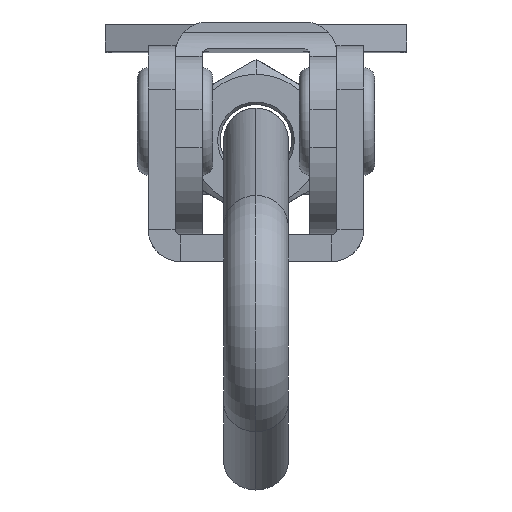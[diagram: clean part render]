
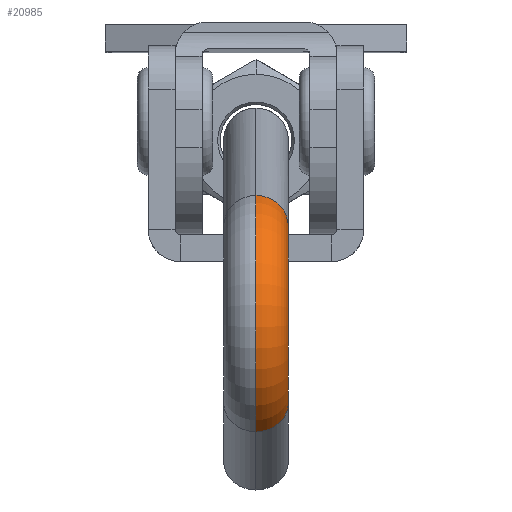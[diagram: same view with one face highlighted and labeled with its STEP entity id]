
A CAD part, left-side view. The second image highlights one B-rep face of the part: STEP entity #20985.
In plain terms, the highlighted toroidal (fillet/blend) face has major radius 8.8 mm and minor radius 3 mm.
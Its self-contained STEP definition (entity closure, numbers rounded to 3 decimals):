
#45 = VERTEX_POINT ( 'NONE', #15918 ) ;
#71 = VERTEX_POINT ( 'NONE', #15762 ) ;
#107 = VERTEX_POINT ( 'NONE', #15834 ) ;
#117 = VERTEX_POINT ( 'NONE', #15889 ) ;
#5030 = AXIS2_PLACEMENT_3D ( 'NONE', #8236, #8234, #8233 ) ;
#5032 = AXIS2_PLACEMENT_3D ( 'NONE', #8226, #8225, #8224 ) ;
#5034 = AXIS2_PLACEMENT_3D ( 'NONE', #8213, #8212, #8211 ) ;
#5036 = AXIS2_PLACEMENT_3D ( 'NONE', #8205, #8203, #8202 ) ;
#5127 = AXIS2_PLACEMENT_3D ( 'NONE', #10257, #10263, #9682 ) ;
#6326 = ORIENTED_EDGE ( 'NONE', *, *, #20844, .T. ) ;
#6327 = ORIENTED_EDGE ( 'NONE', *, *, #20848, .F. ) ;
#6454 = ORIENTED_EDGE ( 'NONE', *, *, #20850, .F. ) ;
#6459 = ORIENTED_EDGE ( 'NONE', *, *, #20846, .T. ) ;
#7607 = CIRCLE ( 'NONE', #5030, 11.8 ) ;
#7611 = CIRCLE ( 'NONE', #5032, 3. ) ;
#7613 = CIRCLE ( 'NONE', #5034, 3. ) ;
#7615 = CIRCLE ( 'NONE', #5036, 5.8 ) ;
#7778 = TOROIDAL_SURFACE ( 'NONE', #5127, 8.8, 3. ) ;
#7783 = FACE_OUTER_BOUND ( 'NONE', #15379, .T. ) ;
#8202 = DIRECTION ( 'NONE',  ( 1., 0., 0. ) ) ;
#8203 = DIRECTION ( 'NONE',  ( 0., 0., 1. ) ) ;
#8205 = CARTESIAN_POINT ( 'NONE',  ( -137.078, -16.5, 0. ) ) ;
#8211 = DIRECTION ( 'NONE',  ( 0.454, 0.891, 0. ) ) ;
#8212 = DIRECTION ( 'NONE',  ( 0.891, -0.454, 0. ) ) ;
#8213 = CARTESIAN_POINT ( 'NONE',  ( -141.073, -24.341, 0. ) ) ;
#8224 = DIRECTION ( 'NONE',  ( 0.259, -0.966, 0. ) ) ;
#8225 = DIRECTION ( 'NONE',  ( -0.966, -0.259, 0. ) ) ;
#8226 = CARTESIAN_POINT ( 'NONE',  ( -139.356, -8., 0. ) ) ;
#8233 = DIRECTION ( 'NONE',  ( 1., 0., 0. ) ) ;
#8234 = DIRECTION ( 'NONE',  ( 0., 0., 1. ) ) ;
#8236 = CARTESIAN_POINT ( 'NONE',  ( -137.078, -16.5, 0. ) ) ;
#9682 = DIRECTION ( 'NONE',  ( 1., 0., 0. ) ) ;
#10257 = CARTESIAN_POINT ( 'NONE',  ( -137.078, -16.5, 0. ) ) ;
#10263 = DIRECTION ( 'NONE',  ( 0., 0., 1. ) ) ;
#15379 = EDGE_LOOP ( 'NONE', ( #6459, #6326, #6327, #6454 ) ) ;
#15762 = CARTESIAN_POINT ( 'NONE',  ( -138.579, -10.898, 0. ) ) ;
#15834 = CARTESIAN_POINT ( 'NONE',  ( -140.132, -5.102, 0. ) ) ;
#15889 = CARTESIAN_POINT ( 'NONE',  ( -139.711, -21.668, 0. ) ) ;
#15918 = CARTESIAN_POINT ( 'NONE',  ( -142.435, -27.014, 0. ) ) ;
#20844 = EDGE_CURVE ( 'NONE', #107, #45, #7607, .T. ) ;
#20846 = EDGE_CURVE ( 'NONE', #71, #107, #7611, .T. ) ;
#20848 = EDGE_CURVE ( 'NONE', #117, #45, #7613, .T. ) ;
#20850 = EDGE_CURVE ( 'NONE', #71, #117, #7615, .T. ) ;
#20985 = ADVANCED_FACE ( 'NONE', ( #7783 ), #7778, .T. ) ;
